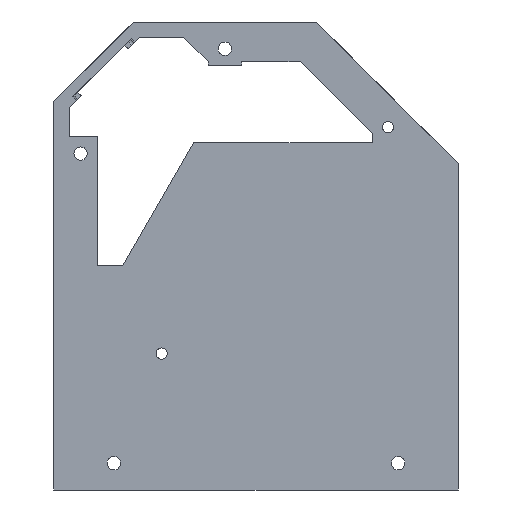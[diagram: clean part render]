
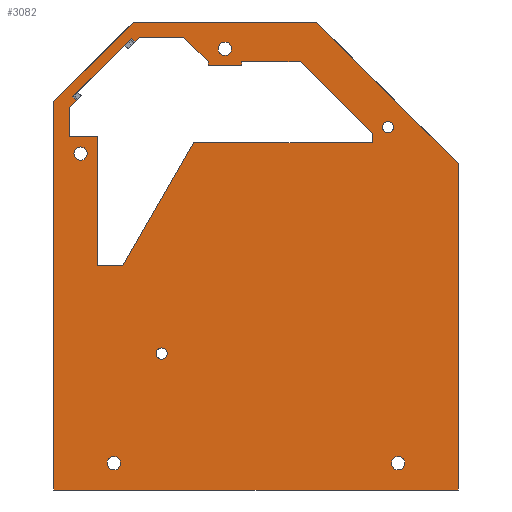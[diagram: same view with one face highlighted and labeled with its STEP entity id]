
A CAD part, left-side view. The second image highlights one B-rep face of the part: STEP entity #3082.
In plain terms, the highlighted planar face has unit normal (-1, 0, 0).
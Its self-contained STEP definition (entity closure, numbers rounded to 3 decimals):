
#65=FACE_BOUND('',#447,.T.);
#66=FACE_BOUND('',#448,.T.);
#67=FACE_BOUND('',#449,.T.);
#68=FACE_BOUND('',#450,.T.);
#69=FACE_BOUND('',#451,.T.);
#70=FACE_BOUND('',#452,.T.);
#71=FACE_BOUND('',#453,.T.);
#143=CIRCLE('',#3294,2.1);
#145=CIRCLE('',#3300,2.1);
#146=CIRCLE('',#3311,1.75);
#147=CIRCLE('',#3312,1.75);
#148=CIRCLE('',#3313,2.1);
#149=CIRCLE('',#3314,2.1);
#269=FACE_OUTER_BOUND('',#446,.T.);
#446=EDGE_LOOP('',(#2521,#2522,#2523,#2524,#2525,#2526));
#447=EDGE_LOOP('',(#2527,#2528,#2529,#2530,#2531,#2532,#2533,#2534,#2535,
#2536,#2537,#2538,#2539,#2540,#2541,#2542,#2543,#2544,#2545));
#448=EDGE_LOOP('',(#2546));
#449=EDGE_LOOP('',(#2547));
#450=EDGE_LOOP('',(#2548));
#451=EDGE_LOOP('',(#2549));
#452=EDGE_LOOP('',(#2550));
#453=EDGE_LOOP('',(#2551));
#662=LINE('',#4542,#1027);
#684=LINE('',#4601,#1049);
#690=LINE('',#4614,#1055);
#696=LINE('',#4630,#1061);
#708=LINE('',#4674,#1073);
#785=LINE('',#4844,#1150);
#788=LINE('',#4849,#1153);
#790=LINE('',#4853,#1155);
#793=LINE('',#4858,#1158);
#794=LINE('',#4861,#1159);
#796=LINE('',#4865,#1161);
#798=LINE('',#4870,#1163);
#799=LINE('',#4872,#1164);
#800=LINE('',#4874,#1165);
#801=LINE('',#4875,#1166);
#802=LINE('',#4876,#1167);
#803=LINE('',#4878,#1168);
#804=LINE('',#4880,#1169);
#805=LINE('',#4882,#1170);
#806=LINE('',#4884,#1171);
#807=LINE('',#4886,#1172);
#808=LINE('',#4888,#1173);
#809=LINE('',#4889,#1174);
#810=LINE('',#4891,#1175);
#811=LINE('',#4892,#1176);
#1027=VECTOR('',#3667,10.);
#1049=VECTOR('',#3719,10.);
#1055=VECTOR('',#3727,10.);
#1061=VECTOR('',#3745,10.);
#1073=VECTOR('',#3793,10.);
#1150=VECTOR('',#3952,10.);
#1153=VECTOR('',#3957,10.);
#1155=VECTOR('',#3961,10.);
#1158=VECTOR('',#3966,10.);
#1159=VECTOR('',#3969,10.);
#1161=VECTOR('',#3973,10.);
#1163=VECTOR('',#3977,10.);
#1164=VECTOR('',#3978,10.);
#1165=VECTOR('',#3979,10.);
#1166=VECTOR('',#3980,10.);
#1167=VECTOR('',#3981,10.);
#1168=VECTOR('',#3982,10.);
#1169=VECTOR('',#3983,10.);
#1170=VECTOR('',#3984,10.);
#1171=VECTOR('',#3985,10.);
#1172=VECTOR('',#3986,10.);
#1173=VECTOR('',#3987,10.);
#1174=VECTOR('',#3988,10.);
#1175=VECTOR('',#3989,10.);
#1176=VECTOR('',#3990,10.);
#1376=VERTEX_POINT('',#4535);
#1379=VERTEX_POINT('',#4540);
#1400=VERTEX_POINT('',#4599);
#1401=VERTEX_POINT('',#4600);
#1406=VERTEX_POINT('',#4611);
#1407=VERTEX_POINT('',#4613);
#1411=VERTEX_POINT('',#4629);
#1463=VERTEX_POINT('',#4799);
#1472=VERTEX_POINT('',#4826);
#1476=VERTEX_POINT('',#4842);
#1477=VERTEX_POINT('',#4843);
#1478=VERTEX_POINT('',#4848);
#1479=VERTEX_POINT('',#4852);
#1480=VERTEX_POINT('',#4856);
#1481=VERTEX_POINT('',#4860);
#1482=VERTEX_POINT('',#4864);
#1483=VERTEX_POINT('',#4868);
#1484=VERTEX_POINT('',#4869);
#1485=VERTEX_POINT('',#4871);
#1486=VERTEX_POINT('',#4873);
#1487=VERTEX_POINT('',#4877);
#1488=VERTEX_POINT('',#4879);
#1489=VERTEX_POINT('',#4881);
#1490=VERTEX_POINT('',#4883);
#1491=VERTEX_POINT('',#4885);
#1492=VERTEX_POINT('',#4887);
#1493=VERTEX_POINT('',#4890);
#1494=VERTEX_POINT('',#4893);
#1495=VERTEX_POINT('',#4895);
#1496=VERTEX_POINT('',#4897);
#1497=VERTEX_POINT('',#4899);
#1706=EDGE_CURVE('',#1376,#1379,#662,.T.);
#1733=EDGE_CURVE('',#1400,#1401,#684,.T.);
#1739=EDGE_CURVE('',#1407,#1406,#690,.T.);
#1748=EDGE_CURVE('',#1411,#1407,#696,.T.);
#1771=EDGE_CURVE('',#1406,#1400,#708,.T.);
#1835=EDGE_CURVE('',#1463,#1463,#143,.T.);
#1849=EDGE_CURVE('',#1472,#1472,#145,.T.);
#1856=EDGE_CURVE('',#1476,#1477,#785,.T.);
#1859=EDGE_CURVE('',#1478,#1476,#788,.T.);
#1861=EDGE_CURVE('',#1479,#1411,#790,.T.);
#1864=EDGE_CURVE('',#1401,#1480,#793,.T.);
#1865=EDGE_CURVE('',#1480,#1481,#794,.T.);
#1867=EDGE_CURVE('',#1481,#1482,#796,.T.);
#1869=EDGE_CURVE('',#1483,#1484,#798,.T.);
#1870=EDGE_CURVE('',#1484,#1485,#799,.T.);
#1871=EDGE_CURVE('',#1485,#1486,#800,.T.);
#1872=EDGE_CURVE('',#1486,#1376,#801,.T.);
#1873=EDGE_CURVE('',#1379,#1483,#802,.T.);
#1874=EDGE_CURVE('',#1487,#1482,#803,.T.);
#1875=EDGE_CURVE('',#1488,#1487,#804,.T.);
#1876=EDGE_CURVE('',#1489,#1488,#805,.T.);
#1877=EDGE_CURVE('',#1489,#1490,#806,.T.);
#1878=EDGE_CURVE('',#1490,#1491,#807,.T.);
#1879=EDGE_CURVE('',#1491,#1492,#808,.T.);
#1880=EDGE_CURVE('',#1492,#1478,#809,.T.);
#1881=EDGE_CURVE('',#1493,#1477,#810,.T.);
#1882=EDGE_CURVE('',#1493,#1479,#811,.T.);
#1883=EDGE_CURVE('',#1494,#1494,#146,.T.);
#1884=EDGE_CURVE('',#1495,#1495,#147,.T.);
#1885=EDGE_CURVE('',#1496,#1496,#148,.T.);
#1886=EDGE_CURVE('',#1497,#1497,#149,.T.);
#2521=ORIENTED_EDGE('',*,*,#1869,.T.);
#2522=ORIENTED_EDGE('',*,*,#1870,.T.);
#2523=ORIENTED_EDGE('',*,*,#1871,.T.);
#2524=ORIENTED_EDGE('',*,*,#1872,.T.);
#2525=ORIENTED_EDGE('',*,*,#1706,.T.);
#2526=ORIENTED_EDGE('',*,*,#1873,.T.);
#2527=ORIENTED_EDGE('',*,*,#1733,.T.);
#2528=ORIENTED_EDGE('',*,*,#1864,.T.);
#2529=ORIENTED_EDGE('',*,*,#1865,.T.);
#2530=ORIENTED_EDGE('',*,*,#1867,.T.);
#2531=ORIENTED_EDGE('',*,*,#1874,.F.);
#2532=ORIENTED_EDGE('',*,*,#1875,.F.);
#2533=ORIENTED_EDGE('',*,*,#1876,.F.);
#2534=ORIENTED_EDGE('',*,*,#1877,.T.);
#2535=ORIENTED_EDGE('',*,*,#1878,.T.);
#2536=ORIENTED_EDGE('',*,*,#1879,.T.);
#2537=ORIENTED_EDGE('',*,*,#1880,.T.);
#2538=ORIENTED_EDGE('',*,*,#1859,.T.);
#2539=ORIENTED_EDGE('',*,*,#1856,.T.);
#2540=ORIENTED_EDGE('',*,*,#1881,.F.);
#2541=ORIENTED_EDGE('',*,*,#1882,.T.);
#2542=ORIENTED_EDGE('',*,*,#1861,.T.);
#2543=ORIENTED_EDGE('',*,*,#1748,.T.);
#2544=ORIENTED_EDGE('',*,*,#1739,.T.);
#2545=ORIENTED_EDGE('',*,*,#1771,.T.);
#2546=ORIENTED_EDGE('',*,*,#1849,.T.);
#2547=ORIENTED_EDGE('',*,*,#1835,.T.);
#2548=ORIENTED_EDGE('',*,*,#1883,.T.);
#2549=ORIENTED_EDGE('',*,*,#1884,.T.);
#2550=ORIENTED_EDGE('',*,*,#1885,.T.);
#2551=ORIENTED_EDGE('',*,*,#1886,.T.);
#2932=PLANE('',#3310);
#3082=ADVANCED_FACE('',(#269,#65,#66,#67,#68,#69,#70,#71),#2932,.T.);
#3294=AXIS2_PLACEMENT_3D('',#4801,#3912,#3913);
#3300=AXIS2_PLACEMENT_3D('',#4828,#3936,#3937);
#3310=AXIS2_PLACEMENT_3D('',#4867,#3975,#3976);
#3311=AXIS2_PLACEMENT_3D('',#4894,#3991,#3992);
#3312=AXIS2_PLACEMENT_3D('',#4896,#3993,#3994);
#3313=AXIS2_PLACEMENT_3D('',#4898,#3995,#3996);
#3314=AXIS2_PLACEMENT_3D('',#4900,#3997,#3998);
#3667=DIRECTION('',(0.,0.707,-0.707));
#3719=DIRECTION('',(0.,-0.707,-0.707));
#3727=DIRECTION('',(0.,0.707,0.707));
#3745=DIRECTION('',(0.,-0.707,0.707));
#3793=DIRECTION('',(0.,-0.707,0.707));
#3912=DIRECTION('center_axis',(1.,0.,0.));
#3913=DIRECTION('ref_axis',(0.,1.,0.));
#3936=DIRECTION('center_axis',(1.,0.,0.));
#3937=DIRECTION('ref_axis',(0.,1.,0.));
#3952=DIRECTION('',(0.,1.,0.));
#3957=DIRECTION('',(0.,0.5,-0.866));
#3961=DIRECTION('',(0.,0.,1.));
#3966=DIRECTION('',(0.,-0.707,0.707));
#3969=DIRECTION('',(0.,-1.,0.));
#3973=DIRECTION('',(0.,-0.707,-0.707));
#3975=DIRECTION('center_axis',(-1.,0.,0.));
#3976=DIRECTION('ref_axis',(0.,0.,1.));
#3977=DIRECTION('',(0.,-1.,0.));
#3978=DIRECTION('',(0.,0.,1.));
#3979=DIRECTION('',(0.,0.707,0.707));
#3980=DIRECTION('',(0.,1.,0.));
#3981=DIRECTION('',(0.,0.,-1.));
#3982=DIRECTION('',(0.,0.,1.));
#3983=DIRECTION('',(0.,1.,0.));
#3984=DIRECTION('',(0.,0.,-1.));
#3985=DIRECTION('',(0.,-1.,0.));
#3986=DIRECTION('',(0.,-0.707,-0.707));
#3987=DIRECTION('',(0.,0.,-1.));
#3988=DIRECTION('',(0.,1.,0.));
#3989=DIRECTION('',(0.,0.,-1.));
#3990=DIRECTION('',(0.,1.,0.));
#3991=DIRECTION('center_axis',(1.,0.,0.));
#3992=DIRECTION('ref_axis',(0.,-1.,0.));
#3993=DIRECTION('center_axis',(1.,0.,0.));
#3994=DIRECTION('ref_axis',(0.,-1.,0.));
#3995=DIRECTION('center_axis',(1.,0.,0.));
#3996=DIRECTION('ref_axis',(0.,1.,0.));
#3997=DIRECTION('center_axis',(1.,0.,0.));
#3998=DIRECTION('ref_axis',(0.,1.,0.));
#4535=CARTESIAN_POINT('',(-33.2,-21.478,143.4));
#4540=CARTESIAN_POINT('',(-33.2,3.4,118.522));
#4542=CARTESIAN_POINT('',(-33.2,-21.478,143.4));
#4599=CARTESIAN_POINT('',(-33.2,-20.921,138.317));
#4600=CARTESIAN_POINT('',(-33.2,-22.052,137.186));
#4601=CARTESIAN_POINT('',(-33.2,-47.77,111.468));
#4611=CARTESIAN_POINT('',(-33.2,-2.536,119.932));
#4613=CARTESIAN_POINT('',(-33.2,-3.667,118.801));
#4614=CARTESIAN_POINT('',(-33.2,-29.951,92.518));
#4629=CARTESIAN_POINT('',(-33.2,-1.4,116.534));
#4630=CARTESIAN_POINT('',(-33.2,-15.45,130.583));
#4674=CARTESIAN_POINT('',(-33.2,-4.419,121.815));
#4799=CARTESIAN_POINT('',(-33.2,-17.5,5.));
#4801=CARTESIAN_POINT('Origin',(-33.2,-15.4,5.));
#4826=CARTESIAN_POINT('',(-33.2,-106.7,5.));
#4828=CARTESIAN_POINT('Origin',(-33.2,-104.6,5.));
#4842=CARTESIAN_POINT('',(-33.2,-18.2,66.864));
#4843=CARTESIAN_POINT('',(-33.2,-10.2,66.864));
#4844=CARTESIAN_POINT('',(-33.2,-35.1,66.864));
#4848=CARTESIAN_POINT('',(-33.2,-40.478,105.45));
#4849=CARTESIAN_POINT('',(-33.2,-24.104,77.09));
#4852=CARTESIAN_POINT('',(-33.2,-1.4,107.364));
#4853=CARTESIAN_POINT('',(-33.2,-1.4,93.267));
#4856=CARTESIAN_POINT('',(-33.2,-23.466,138.6));
#4858=CARTESIAN_POINT('',(-33.2,-15.45,130.583));
#4860=CARTESIAN_POINT('',(-33.2,-37.347,138.6));
#4861=CARTESIAN_POINT('',(-33.2,-48.674,138.6));
#4864=CARTESIAN_POINT('',(-33.2,-44.98,130.967));
#4865=CARTESIAN_POINT('',(-33.2,-63.977,111.971));
#4867=CARTESIAN_POINT('Origin',(-33.2,-60.,70.));
#4868=CARTESIAN_POINT('',(-33.2,3.4,-3.4));
#4869=CARTESIAN_POINT('',(-33.2,-123.4,-3.4));
#4870=CARTESIAN_POINT('',(-33.2,3.4,-3.4));
#4871=CARTESIAN_POINT('',(-33.2,-123.4,98.982));
#4872=CARTESIAN_POINT('',(-33.2,-123.4,-3.4));
#4873=CARTESIAN_POINT('',(-33.2,-78.982,143.4));
#4874=CARTESIAN_POINT('',(-33.2,-123.4,98.982));
#4875=CARTESIAN_POINT('',(-33.2,-78.982,143.4));
#4876=CARTESIAN_POINT('',(-33.2,3.4,118.522));
#4877=CARTESIAN_POINT('',(-33.2,-44.98,129.8));
#4878=CARTESIAN_POINT('',(-33.2,-44.98,130.676));
#4879=CARTESIAN_POINT('',(-33.2,-55.48,129.8));
#4880=CARTESIAN_POINT('',(-33.2,-47.605,129.8));
#4881=CARTESIAN_POINT('',(-33.2,-55.48,130.967));
#4882=CARTESIAN_POINT('',(-33.2,-55.48,130.092));
#4883=CARTESIAN_POINT('',(-33.2,-73.832,130.967));
#4884=CARTESIAN_POINT('',(-33.2,-43.314,130.967));
#4885=CARTESIAN_POINT('',(-33.2,-96.45,108.35));
#4886=CARTESIAN_POINT('',(-33.2,-85.616,119.184));
#4887=CARTESIAN_POINT('',(-33.2,-96.45,105.45));
#4888=CARTESIAN_POINT('',(-33.2,-96.45,89.175));
#4889=CARTESIAN_POINT('',(-33.2,-78.225,105.45));
#4890=CARTESIAN_POINT('',(-33.2,-10.2,107.364));
#4891=CARTESIAN_POINT('',(-33.2,-10.2,105.928));
#4892=CARTESIAN_POINT('',(-33.2,-30.7,107.364));
#4893=CARTESIAN_POINT('',(-33.2,-99.65,110.4));
#4894=CARTESIAN_POINT('Origin',(-33.2,-101.4,110.4));
#4895=CARTESIAN_POINT('',(-33.2,-28.65,39.4));
#4896=CARTESIAN_POINT('Origin',(-33.2,-30.4,39.4));
#4897=CARTESIAN_POINT('',(-33.2,-7.1,102.114));
#4898=CARTESIAN_POINT('Origin',(-33.2,-5.,102.114));
#4899=CARTESIAN_POINT('',(-33.2,-52.33,135.));
#4900=CARTESIAN_POINT('Origin',(-33.2,-50.23,135.));
